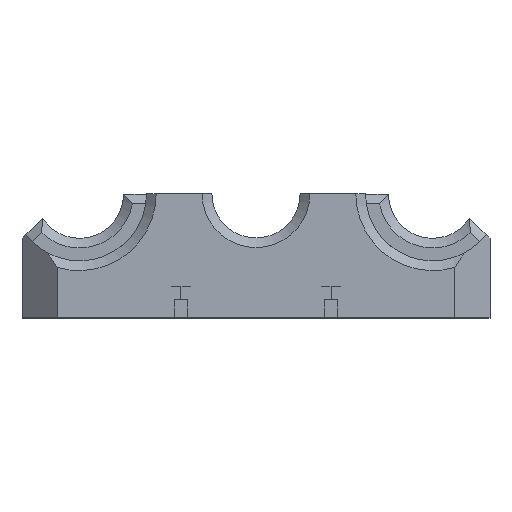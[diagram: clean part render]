
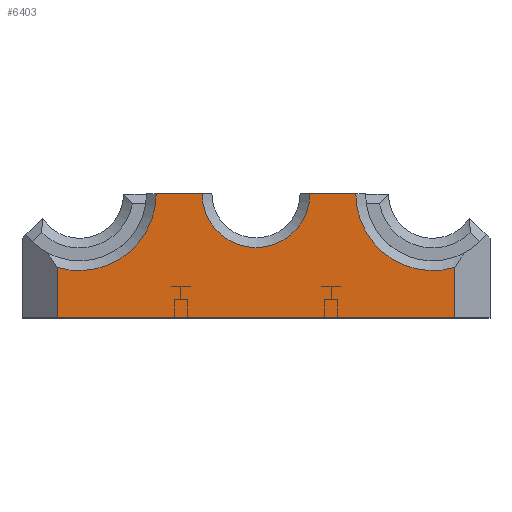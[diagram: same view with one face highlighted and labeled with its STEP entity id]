
A CAD part, top view. The second image highlights one B-rep face of the part: STEP entity #6403.
In plain terms, the highlighted planar face has unit normal (0, 0, 1).
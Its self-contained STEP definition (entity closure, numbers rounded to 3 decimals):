
#265 = ORIENTED_EDGE ( 'NONE', *, *, #5812, .T. ) ;
#372 = ORIENTED_EDGE ( 'NONE', *, *, #7911, .T. ) ;
#433 = CARTESIAN_POINT ( 'NONE',  ( 22.5, -14., 28. ) ) ;
#519 = PLANE ( 'NONE',  #1558 ) ;
#554 = VECTOR ( 'NONE', #2017, 1000. ) ;
#572 = CARTESIAN_POINT ( 'NONE',  ( 0., -9.391, 28. ) ) ;
#628 = CARTESIAN_POINT ( 'NONE',  ( 0., 0., 28. ) ) ;
#895 = CIRCLE ( 'NONE', #7918, 8.7 ) ;
#1087 = VERTEX_POINT ( 'NONE', #5482 ) ;
#1096 = LINE ( 'NONE', #5431, #2755 ) ;
#1234 = ORIENTED_EDGE ( 'NONE', *, *, #7016, .T. ) ;
#1273 = AXIS2_PLACEMENT_3D ( 'NONE', #628, #2038, #2883 ) ;
#1351 = DIRECTION ( 'NONE',  ( 0., 0., 1. ) ) ;
#1388 = LINE ( 'NONE', #6393, #2856 ) ;
#1558 = AXIS2_PLACEMENT_3D ( 'NONE', #572, #1351, #2123 ) ;
#1626 = VERTEX_POINT ( 'NONE', #6090 ) ;
#1805 = DIRECTION ( 'NONE',  ( -1., 0., 0. ) ) ;
#1861 = VERTEX_POINT ( 'NONE', #8035 ) ;
#1927 = CARTESIAN_POINT ( 'NONE',  ( 11.3, 0., 28. ) ) ;
#2016 = DIRECTION ( 'NONE',  ( -1., 0., 0. ) ) ;
#2017 = DIRECTION ( 'NONE',  ( 0., -1., 0. ) ) ;
#2038 = DIRECTION ( 'NONE',  ( 0., 0., -1. ) ) ;
#2123 = DIRECTION ( 'NONE',  ( 1., 0., 0. ) ) ;
#2342 = CIRCLE ( 'NONE', #1273, 6.1 ) ;
#2755 = VECTOR ( 'NONE', #1805, 1000. ) ;
#2856 = VECTOR ( 'NONE', #2016, 1000. ) ;
#2883 = DIRECTION ( 'NONE',  ( 1., 0., 0. ) ) ;
#2915 = CARTESIAN_POINT ( 'NONE',  ( 22.5, -9.391, 28. ) ) ;
#2971 = AXIS2_PLACEMENT_3D ( 'NONE', #9289, #5513, #7582 ) ;
#3397 = ORIENTED_EDGE ( 'NONE', *, *, #8297, .T. ) ;
#3521 = EDGE_LOOP ( 'NONE', ( #372, #3397, #265, #4757, #7315, #4950, #1234, #5108 ) ) ;
#3540 = DIRECTION ( 'NONE',  ( 0., 1., 0. ) ) ;
#3599 = FACE_OUTER_BOUND ( 'NONE', #3521, .T. ) ;
#3884 = CARTESIAN_POINT ( 'NONE',  ( -11.3, 0., 28. ) ) ;
#4023 = VERTEX_POINT ( 'NONE', #1927 ) ;
#4055 = VERTEX_POINT ( 'NONE', #7763 ) ;
#4757 = ORIENTED_EDGE ( 'NONE', *, *, #9229, .T. ) ;
#4859 = CARTESIAN_POINT ( 'NONE',  ( 0., -14., 28. ) ) ;
#4950 = ORIENTED_EDGE ( 'NONE', *, *, #5198, .T. ) ;
#5108 = ORIENTED_EDGE ( 'NONE', *, *, #5716, .T. ) ;
#5198 = EDGE_CURVE ( 'NONE', #4023, #4055, #1388, .T. ) ;
#5431 = CARTESIAN_POINT ( 'NONE',  ( 0., 0., 28. ) ) ;
#5482 = CARTESIAN_POINT ( 'NONE',  ( -22.5, -8.333, 28. ) ) ;
#5504 = EDGE_CURVE ( 'NONE', #7342, #4023, #895, .T. ) ;
#5506 = VECTOR ( 'NONE', #7780, 1000. ) ;
#5513 = DIRECTION ( 'NONE',  ( 0., 0., -1. ) ) ;
#5563 = CIRCLE ( 'NONE', #2971, 8.7 ) ;
#5716 = EDGE_CURVE ( 'NONE', #1861, #7121, #1096, .T. ) ;
#5812 = EDGE_CURVE ( 'NONE', #1626, #6083, #7881, .T. ) ;
#6083 = VERTEX_POINT ( 'NONE', #433 ) ;
#6090 = CARTESIAN_POINT ( 'NONE',  ( -22.5, -14., 28. ) ) ;
#6393 = CARTESIAN_POINT ( 'NONE',  ( 0., 0., 28. ) ) ;
#6403 = ADVANCED_FACE ( 'NONE', ( #3599 ), #519, .T. ) ;
#7016 = EDGE_CURVE ( 'NONE', #4055, #1861, #2342, .T. ) ;
#7121 = VERTEX_POINT ( 'NONE', #3884 ) ;
#7173 = DIRECTION ( 'NONE',  ( 0., 0., -1. ) ) ;
#7315 = ORIENTED_EDGE ( 'NONE', *, *, #5504, .T. ) ;
#7342 = VERTEX_POINT ( 'NONE', #8212 ) ;
#7582 = DIRECTION ( 'NONE',  ( 1., 0., 0. ) ) ;
#7763 = CARTESIAN_POINT ( 'NONE',  ( 6.1, 0., 28. ) ) ;
#7780 = DIRECTION ( 'NONE',  ( 1., 0., 0. ) ) ;
#7881 = LINE ( 'NONE', #4859, #5506 ) ;
#7911 = EDGE_CURVE ( 'NONE', #7121, #1087, #5563, .T. ) ;
#7918 = AXIS2_PLACEMENT_3D ( 'NONE', #9260, #7173, #8484 ) ;
#8035 = CARTESIAN_POINT ( 'NONE',  ( -6.1, 0., 28. ) ) ;
#8212 = CARTESIAN_POINT ( 'NONE',  ( 22.5, -8.333, 28. ) ) ;
#8297 = EDGE_CURVE ( 'NONE', #1087, #1626, #8735, .T. ) ;
#8392 = VECTOR ( 'NONE', #3540, 1000. ) ;
#8484 = DIRECTION ( 'NONE',  ( 1., 0., 0. ) ) ;
#8688 = LINE ( 'NONE', #2915, #8392 ) ;
#8735 = LINE ( 'NONE', #9324, #554 ) ;
#9229 = EDGE_CURVE ( 'NONE', #6083, #7342, #8688, .T. ) ;
#9260 = CARTESIAN_POINT ( 'NONE',  ( 20., 0., 28. ) ) ;
#9289 = CARTESIAN_POINT ( 'NONE',  ( -20., 0., 28. ) ) ;
#9324 = CARTESIAN_POINT ( 'NONE',  ( -22.5, -9.391, 28. ) ) ;
